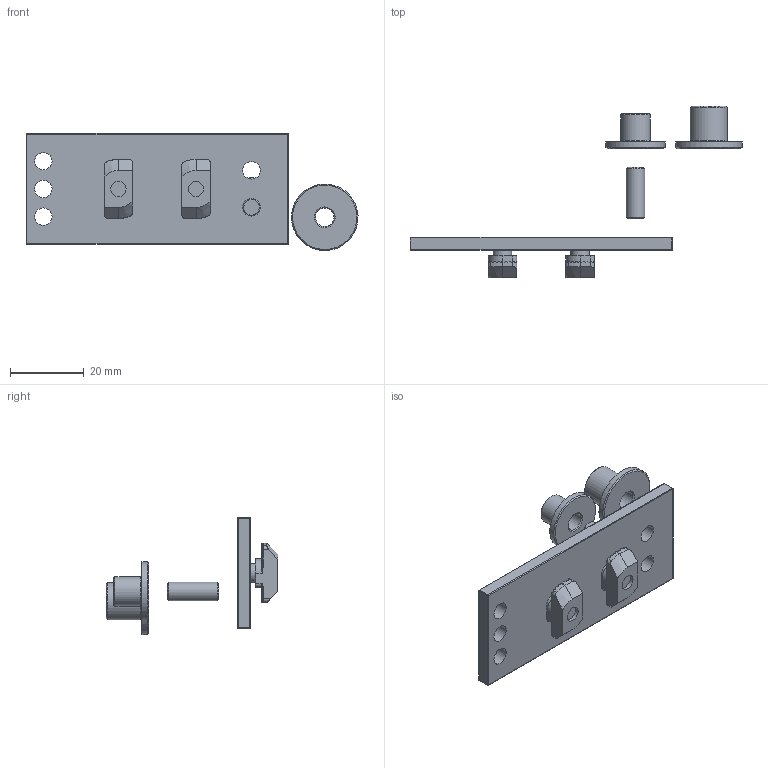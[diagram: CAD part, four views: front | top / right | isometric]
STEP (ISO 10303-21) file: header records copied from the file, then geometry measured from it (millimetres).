
FILE_DESCRIPTION((''),'2;1');
FILE_NAME('AR3593.stp','2016-10-17T09:09:33',('Envy'),(''),'Autodesk Inventor 2013','Autodesk Inventor 2013','');
FILE_SCHEMA(('AUTOMOTIVE_DESIGN { 1 0 10303 214 1 1 1 1 }'));
Length unit declared in the file: millimetre
Products named in the file (7): AR3593; AR3593 cz 1; DIN 7991 M5x10; AR3391 nakrętka młoteczkowa M5; AR3593 cz 2; AR3593 cz 3 [8mm]; AR3593 cz 3 [10mm]
Assembly tree (8 placements, depth 2):
  AR3593
    AR3593 cz 1
    DIN 7991 M5x10  x2
    AR3391 nakrętka młoteczkowa M5  x2
    AR3593 cz 2
    AR3593 cz 3 [8mm]
    AR3593 cz 3 [10mm]
Bounding box: 89.81 x 46.5 x 31.67 mm (x, y, z)
Volume: 10076 mm3; surface area: 8725.4 mm2
Topology: 8 solids, 8 shells, 239 faces, 658 edges, 439 vertices
Faces by surface type: plane 116, cylinder 88, cone 23, sphere 8, torus 4
Full cylindrical faces by diameter (mm): 4.134 x2, 4.7 x5, 5 x5, 5.3 x2, 8 x1, 10 x3, 16 x1, 18 x1
Entity records: 5069 total; most frequent: CARTESIAN_POINT 1133, DIRECTION 774, ORIENTED_EDGE 706, EDGE_CURVE 353, AXIS2_PLACEMENT_3D 312, VERTEX_POINT 253, EDGE_LOOP 212, FACE_OUTER_BOUND 152
